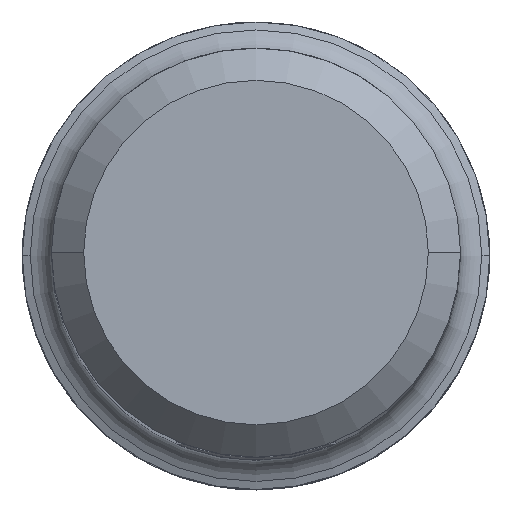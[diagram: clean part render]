
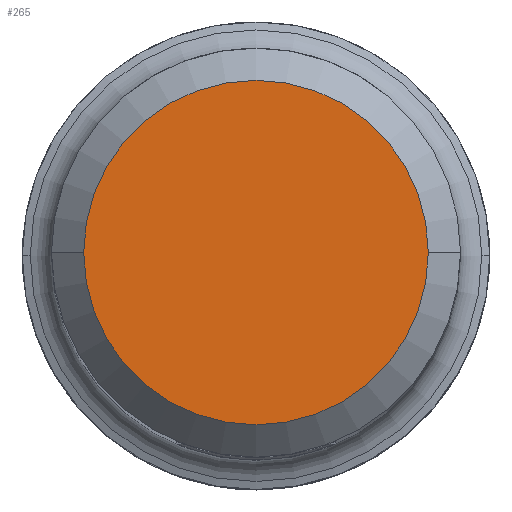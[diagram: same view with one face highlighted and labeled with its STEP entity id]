
A CAD part, top view. The second image highlights one B-rep face of the part: STEP entity #265.
In plain terms, the highlighted planar face has unit normal (0, 0, 1).
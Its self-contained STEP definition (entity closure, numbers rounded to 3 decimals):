
#157=PLANE('',#2640);
#265=ADVANCED_FACE('',(#414),#157,.T.);
#414=FACE_OUTER_BOUND('',#530,.T.);
#530=EDGE_LOOP('',(#824,#825));
#680=CIRCLE('',#2636,5.344);
#682=CIRCLE('',#2639,5.344);
#824=ORIENTED_EDGE('',*,*,#1861,.T.);
#825=ORIENTED_EDGE('',*,*,#1864,.T.);
#1576=VERTEX_POINT('',#3598);
#1578=VERTEX_POINT('',#3601);
#1861=EDGE_CURVE('',#1578,#1576,#680,.T.);
#1864=EDGE_CURVE('',#1576,#1578,#682,.T.);
#2636=AXIS2_PLACEMENT_3D('',#3600,#2908,#2909);
#2639=AXIS2_PLACEMENT_3D('',#3606,#2915,#2916);
#2640=AXIS2_PLACEMENT_3D('',#3607,#2917,#2918);
#2908=DIRECTION('',(0.,0.,1.));
#2909=DIRECTION('',(1.,0.,0.));
#2915=DIRECTION('',(0.,0.,1.));
#2916=DIRECTION('',(1.,0.,0.));
#2917=DIRECTION('',(0.,0.,1.));
#2918=DIRECTION('',(-1.,0.,0.));
#3598=CARTESIAN_POINT('',(5.344,0.,0.));
#3600=CARTESIAN_POINT('',(0.,0.,0.));
#3601=CARTESIAN_POINT('',(-5.344,0.,0.));
#3606=CARTESIAN_POINT('',(0.,0.,0.));
#3607=CARTESIAN_POINT('',(0.,2.25,0.));
